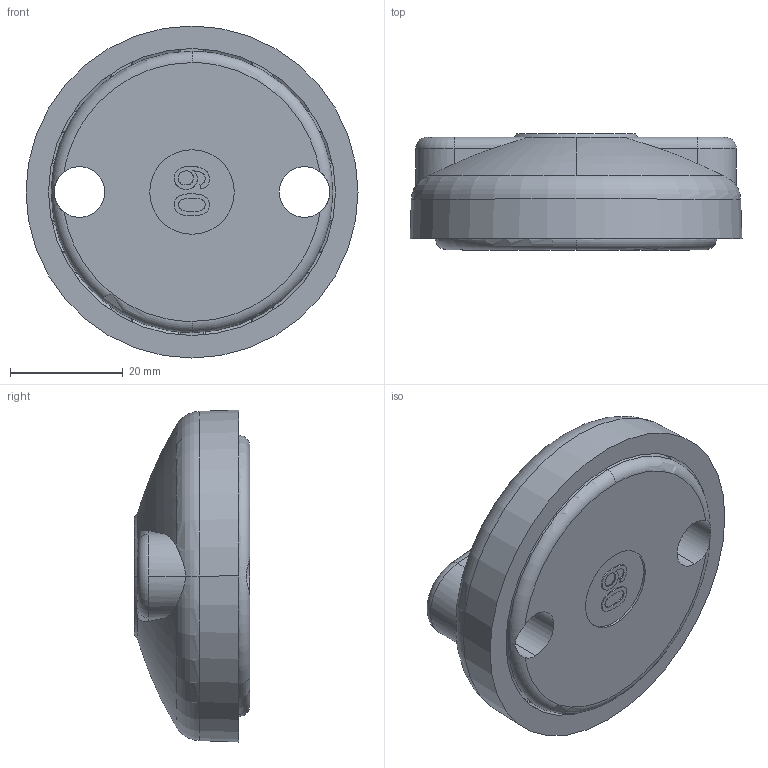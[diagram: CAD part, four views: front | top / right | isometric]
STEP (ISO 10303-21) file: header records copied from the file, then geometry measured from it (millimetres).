
FILE_DESCRIPTION (( 'STEP AP214' ), '1' );
FILE_NAME ('7410143', '2019-01-30T09:25:46', ( '' ), ('JUGARD+KÜNSTNER GmbH'), 'SwSTEP 2.0', 'SolidWorks 2017', '' );
FILE_SCHEMA (( 'AUTOMOTIVE_DESIGN' ));
Length unit declared in the file: millimetre
Products named in the file (1): 7410143
Bounding box: 59 x 20.6 x 59 mm (x, y, z)
Volume: 36914.3 mm3; surface area: 15814 mm2
Topology: 2 solids, 2 shells, 250 faces, 623 edges, 384 vertices
Faces by surface type: cylinder 73, bspline 73, plane 50, torus 30, cone 22, sphere 2
Entity records: 11233 total; most frequent: CARTESIAN_POINT 5671, ORIENTED_EDGE 1246, DIRECTION 1041, EDGE_CURVE 623, AXIS2_PLACEMENT_3D 433, VERTEX_POINT 384, EDGE_LOOP 267, CIRCLE 255
